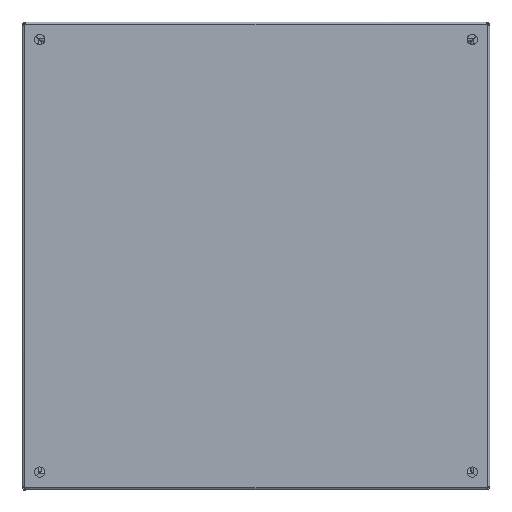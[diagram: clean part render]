
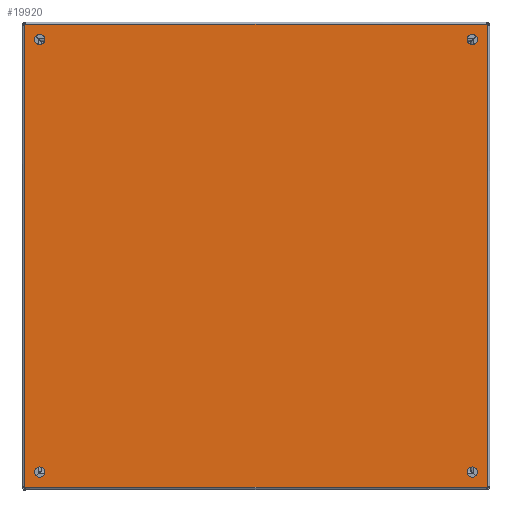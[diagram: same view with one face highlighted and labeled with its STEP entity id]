
A CAD part, top view. The second image highlights one B-rep face of the part: STEP entity #19920.
In plain terms, the highlighted face is planar.
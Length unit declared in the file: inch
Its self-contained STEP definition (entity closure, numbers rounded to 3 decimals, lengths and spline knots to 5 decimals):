
#15014=CARTESIAN_POINT('',(0.53125,0.75,0.0));
#15015=VERTEX_POINT('',#15014);
#15016=CARTESIAN_POINT('',(0.75,0.75,0.0));
#15017=DIRECTION('',(0.0,0.0,1.0));
#15018=DIRECTION('',(1.0,0.0,0.0));
#15019=AXIS2_PLACEMENT_3D('',#15016,#15017,#15018);
#15020=CIRCLE('',#15019,0.21875);
#15021=EDGE_CURVE('',#15015,#15015,#15020,.T.);
#15042=CARTESIAN_POINT('',(19.03125,0.75,0.0));
#15043=VERTEX_POINT('',#15042);
#15044=CARTESIAN_POINT('',(19.25,0.75,0.0));
#15045=DIRECTION('',(0.0,0.0,1.0));
#15046=DIRECTION('',(1.0,0.0,0.0));
#15047=AXIS2_PLACEMENT_3D('',#15044,#15045,#15046);
#15048=CIRCLE('',#15047,0.21875);
#15049=EDGE_CURVE('',#15043,#15043,#15048,.T.);
#15070=CARTESIAN_POINT('',(0.53125,19.25,0.0));
#15071=VERTEX_POINT('',#15070);
#15072=CARTESIAN_POINT('',(0.75,19.25,0.0));
#15073=DIRECTION('',(0.0,0.0,1.0));
#15074=DIRECTION('',(1.0,0.0,0.0));
#15075=AXIS2_PLACEMENT_3D('',#15072,#15073,#15074);
#15076=CIRCLE('',#15075,0.21875);
#15077=EDGE_CURVE('',#15071,#15071,#15076,.T.);
#15098=CARTESIAN_POINT('',(19.03125,19.25,0.0));
#15099=VERTEX_POINT('',#15098);
#15100=CARTESIAN_POINT('',(19.25,19.25,0.0));
#15101=DIRECTION('',(0.0,0.0,1.0));
#15102=DIRECTION('',(1.0,0.0,0.0));
#15103=AXIS2_PLACEMENT_3D('',#15100,#15101,#15102);
#15104=CIRCLE('',#15103,0.21875);
#15105=EDGE_CURVE('',#15099,#15099,#15104,.T.);
#18698=CARTESIAN_POINT('',(19.89475,19.88277,0.0));
#18699=VERTEX_POINT('',#18698);
#18796=CARTESIAN_POINT('',(19.89475,0.11723,0.0));
#18797=VERTEX_POINT('',#18796);
#18840=CARTESIAN_POINT('',(19.89475,19.88277,0.0));
#18841=DIRECTION('',(0.0,-1.0,0.0));
#18842=VECTOR('',#18841,19.76553);
#18843=LINE('',#18840,#18842);
#18844=EDGE_CURVE('',#18699,#18797,#18843,.T.);
#19015=CARTESIAN_POINT('',(0.11723,19.89475,0.0));
#19016=VERTEX_POINT('',#19015);
#19113=CARTESIAN_POINT('',(19.88277,19.89475,0.0));
#19114=VERTEX_POINT('',#19113);
#19157=CARTESIAN_POINT('',(0.11723,19.89475,0.0));
#19158=DIRECTION('',(1.0,0.0,0.0));
#19159=VECTOR('',#19158,19.76553);
#19160=LINE('',#19157,#19159);
#19161=EDGE_CURVE('',#19016,#19114,#19160,.T.);
#19328=CARTESIAN_POINT('',(0.10525,0.11723,0.0));
#19329=VERTEX_POINT('',#19328);
#19426=CARTESIAN_POINT('',(0.10525,19.88277,0.0));
#19427=VERTEX_POINT('',#19426);
#19470=CARTESIAN_POINT('',(0.10525,0.11723,0.0));
#19471=DIRECTION('',(0.0,1.0,0.0));
#19472=VECTOR('',#19471,19.76553);
#19473=LINE('',#19470,#19472);
#19474=EDGE_CURVE('',#19329,#19427,#19473,.T.);
#19641=CARTESIAN_POINT('',(19.88277,0.10525,0.0));
#19642=VERTEX_POINT('',#19641);
#19697=CARTESIAN_POINT('',(0.11723,0.10525,0.0));
#19698=VERTEX_POINT('',#19697);
#19712=CARTESIAN_POINT('',(19.88277,0.10525,0.0));
#19713=DIRECTION('',(-1.0,0.0,0.0));
#19714=VECTOR('',#19713,19.76553);
#19715=LINE('',#19712,#19714);
#19716=EDGE_CURVE('',#19642,#19698,#19715,.T.);
#19807=CARTESIAN_POINT('',(0.06211,0.06211,0.0));
#19808=DIRECTION('',(0.0,0.0,1.0));
#19809=DIRECTION('',(1.0,0.0,0.0));
#19810=AXIS2_PLACEMENT_3D('',#19807,#19808,#19809);
#19811=CIRCLE('',#19810,0.07);
#19812=EDGE_CURVE('',#19698,#19329,#19811,.T.);
#19869=CARTESIAN_POINT('',(19.93789,0.06211,0.0));
#19870=DIRECTION('',(0.0,0.0,1.0));
#19871=DIRECTION('',(1.0,0.0,0.0));
#19872=AXIS2_PLACEMENT_3D('',#19869,#19870,#19871);
#19873=CIRCLE('',#19872,0.07);
#19874=EDGE_CURVE('',#18797,#19642,#19873,.T.);
#19881=CARTESIAN_POINT('',(10.0,10.,0.0));
#19882=DIRECTION('',(0.0,0.0,1.0));
#19883=DIRECTION('',(1.0,0.0,0.0));
#19884=AXIS2_PLACEMENT_3D('',#19881,#19882,#19883);
#19885=PLANE('',#19884);
#19886=ORIENTED_EDGE('',*,*,#19716,.T.);
#19887=ORIENTED_EDGE('',*,*,#19812,.T.);
#19888=ORIENTED_EDGE('',*,*,#19474,.T.);
#19889=CARTESIAN_POINT('',(0.06211,19.93789,0.0));
#19890=DIRECTION('',(0.0,0.0,1.0));
#19891=DIRECTION('',(1.0,0.0,0.0));
#19892=AXIS2_PLACEMENT_3D('',#19889,#19890,#19891);
#19893=CIRCLE('',#19892,0.07);
#19894=EDGE_CURVE('',#19427,#19016,#19893,.T.);
#19895=ORIENTED_EDGE('',*,*,#19894,.T.);
#19896=ORIENTED_EDGE('',*,*,#19161,.T.);
#19897=CARTESIAN_POINT('',(19.93789,19.93789,0.0));
#19898=DIRECTION('',(0.0,0.0,1.0));
#19899=DIRECTION('',(1.0,0.0,0.0));
#19900=AXIS2_PLACEMENT_3D('',#19897,#19898,#19899);
#19901=CIRCLE('',#19900,0.07);
#19902=EDGE_CURVE('',#19114,#18699,#19901,.T.);
#19903=ORIENTED_EDGE('',*,*,#19902,.T.);
#19904=ORIENTED_EDGE('',*,*,#18844,.T.);
#19905=ORIENTED_EDGE('',*,*,#19874,.T.);
#19906=EDGE_LOOP('',(#19886,#19887,#19888,#19895,#19896,#19903,#19904,#19905));
#19907=FACE_OUTER_BOUND('',#19906,.T.);
#19908=ORIENTED_EDGE('',*,*,#15021,.T.);
#19909=EDGE_LOOP('',(#19908));
#19910=FACE_BOUND('',#19909,.T.);
#19911=ORIENTED_EDGE('',*,*,#15049,.T.);
#19912=EDGE_LOOP('',(#19911));
#19913=FACE_BOUND('',#19912,.T.);
#19914=ORIENTED_EDGE('',*,*,#15077,.T.);
#19915=EDGE_LOOP('',(#19914));
#19916=FACE_BOUND('',#19915,.T.);
#19917=ORIENTED_EDGE('',*,*,#15105,.T.);
#19918=EDGE_LOOP('',(#19917));
#19919=FACE_BOUND('',#19918,.T.);
#19920=ADVANCED_FACE('',(#19907,#19910,#19913,#19916,#19919),#19885,.F.);
